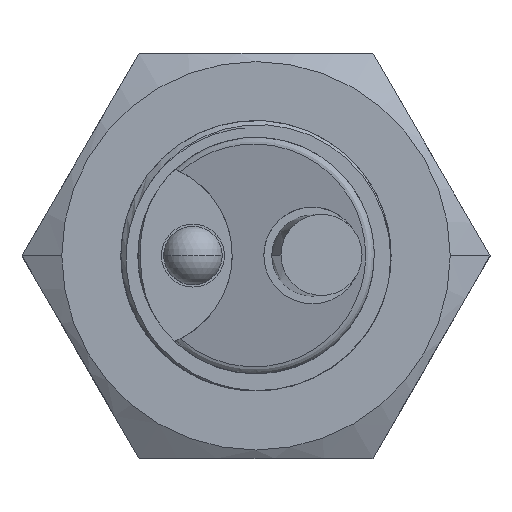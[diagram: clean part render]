
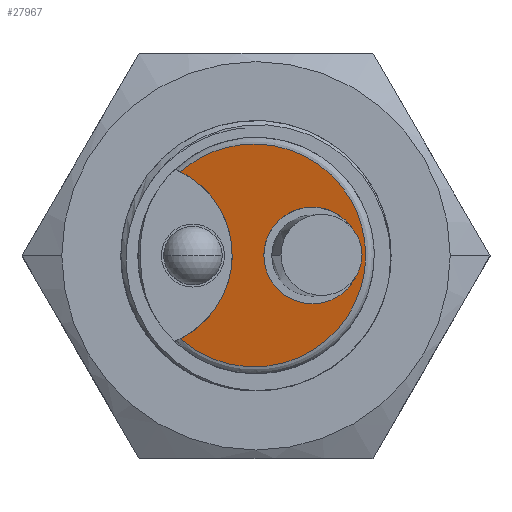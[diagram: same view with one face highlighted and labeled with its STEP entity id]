
A CAD part, top view. The second image highlights one B-rep face of the part: STEP entity #27967.
In plain terms, the highlighted planar face has unit normal (-0.275, 0, 0.962).
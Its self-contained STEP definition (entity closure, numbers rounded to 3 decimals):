
#321 = FACE_BOUND ( 'NONE', #7202, .T. ) ;
#4177 = CARTESIAN_POINT ( 'NONE',  ( 0.35, -4.3, 25.1 ) ) ;
#4368 = ORIENTED_EDGE ( 'NONE', *, *, #16414, .F. ) ;
#4471 = DIRECTION ( 'NONE',  ( -0.962, 0., -0.275 ) ) ;
#4656 = FACE_OUTER_BOUND ( 'NONE', #13772, .T. ) ;
#4810 = CARTESIAN_POINT ( 'NONE',  ( 4.65, 0., 26.329 ) ) ;
#6285 = EDGE_CURVE ( 'NONE', #8528, #8940, #18785, .T. ) ;
#6410 = CARTESIAN_POINT ( 'NONE',  ( 0.35, 0., 25.1 ) ) ;
#6817 = CARTESIAN_POINT ( 'NONE',  ( -3.37, -3.7, 24.037 ) ) ;
#6885 = ORIENTED_EDGE ( 'NONE', *, *, #6285, .T. ) ;
#7202 = EDGE_LOOP ( 'NONE', ( #28949, #4368 ) ) ;
#8528 = VERTEX_POINT ( 'NONE', #15764 ) ;
#8633 = CARTESIAN_POINT ( 'NONE',  ( -3.37, -3.7, 24.037 ) ) ;
#8940 = VERTEX_POINT ( 'NONE', #27208 ) ;
#9019 = EDGE_CURVE ( 'NONE', #8528, #8940, #30747, .T. ) ;
#9562 = PLANE ( 'NONE',  #23516 ) ;
#10006 = CARTESIAN_POINT ( 'NONE',  ( 0.35, 0., 25.1 ) ) ;
#10975 = CARTESIAN_POINT ( 'NONE',  ( 4.65, 0., 26.329 ) ) ;
#11071 = ORIENTED_EDGE ( 'NONE', *, *, #9019, .F. ) ;
#11503 = CARTESIAN_POINT ( 'NONE',  ( 0.333, -6.991, 25.095 ) ) ;
#12246 =( BOUNDED_CURVE ( )  B_SPLINE_CURVE ( 3, ( #4810, #12361, #30080, #10006 ),
 .UNSPECIFIED., .F., .F. ) 
 B_SPLINE_CURVE_WITH_KNOTS ( ( 4, 4 ),
 ( 3.142, 6.283 ),
 .UNSPECIFIED. ) 
 CURVE ( )  GEOMETRIC_REPRESENTATION_ITEM ( )  RATIONAL_B_SPLINE_CURVE ( ( 1., 0.333, 0.333, 1. ) ) 
 REPRESENTATION_ITEM ( '' )  );
#12361 = CARTESIAN_POINT ( 'NONE',  ( 4.65, 4.3, 26.329 ) ) ;
#13626 = CARTESIAN_POINT ( 'NONE',  ( 4.881, 4.94, 26.395 ) ) ;
#13772 = EDGE_LOOP ( 'NONE', ( #11071, #6885 ) ) ;
#15468 = EDGE_CURVE ( 'NONE', #23527, #18176, #29908, .T. ) ;
#15764 = CARTESIAN_POINT ( 'NONE',  ( -3.37, -3.7, 24.037 ) ) ;
#16414 = EDGE_CURVE ( 'NONE', #18176, #23527, #12246, .T. ) ;
#17243 = DIRECTION ( 'NONE',  ( 0.275, 0., -0.962 ) ) ;
#17260 = CARTESIAN_POINT ( 'NONE',  ( 0.161, -1.967, 25.046 ) ) ;
#18176 = VERTEX_POINT ( 'NONE', #10975 ) ;
#18785 =( BOUNDED_CURVE ( )  B_SPLINE_CURVE ( 3, ( #8633, #11503, #31794, #29234, #13626, #18967, #28800 ),
 .UNSPECIFIED., .F., .F. ) 
 B_SPLINE_CURVE_WITH_KNOTS ( ( 4, 3, 4 ),
 ( 0.844, 3.139, 5.433 ),
 .UNSPECIFIED. ) 
 CURVE ( )  GEOMETRIC_REPRESENTATION_ITEM ( )  RATIONAL_B_SPLINE_CURVE ( ( 1., 0.607, 0.607, 1., 0.607, 0.607, 1. ) ) 
 REPRESENTATION_ITEM ( '' )  );
#18967 = CARTESIAN_POINT ( 'NONE',  ( 0.37, 6.988, 25.106 ) ) ;
#19084 = CARTESIAN_POINT ( 'NONE',  ( 4.65, 0., 26.329 ) ) ;
#23516 = AXIS2_PLACEMENT_3D ( 'NONE', #24777, #17243, #4471 ) ;
#23527 = VERTEX_POINT ( 'NONE', #25963 ) ;
#24578 = CARTESIAN_POINT ( 'NONE',  ( 0.171, 1.966, 25.049 ) ) ;
#24777 = CARTESIAN_POINT ( 'NONE',  ( -5.25, -6.5, 23.5 ) ) ;
#25963 = CARTESIAN_POINT ( 'NONE',  ( 0.35, 0., 25.1 ) ) ;
#27208 = CARTESIAN_POINT ( 'NONE',  ( -3.35, 3.718, 24.043 ) ) ;
#27967 = ADVANCED_FACE ( 'NONE', ( #321, #4656 ), #9562, .F. ) ;
#28800 = CARTESIAN_POINT ( 'NONE',  ( -3.35, 3.718, 24.043 ) ) ;
#28949 = ORIENTED_EDGE ( 'NONE', *, *, #15468, .F. ) ;
#29234 = CARTESIAN_POINT ( 'NONE',  ( 4.868, -0.013, 26.391 ) ) ;
#29245 = CARTESIAN_POINT ( 'NONE',  ( 4.65, -4.3, 26.329 ) ) ;
#29908 =( BOUNDED_CURVE ( )  B_SPLINE_CURVE ( 3, ( #6410, #4177, #29245, #19084 ),
 .UNSPECIFIED., .F., .F. ) 
 B_SPLINE_CURVE_WITH_KNOTS ( ( 4, 4 ),
 ( 0., 3.142 ),
 .UNSPECIFIED. ) 
 CURVE ( )  GEOMETRIC_REPRESENTATION_ITEM ( )  RATIONAL_B_SPLINE_CURVE ( ( 1., 0.333, 0.333, 1. ) ) 
 REPRESENTATION_ITEM ( '' )  );
#30080 = CARTESIAN_POINT ( 'NONE',  ( 0.35, 4.3, 25.1 ) ) ;
#30747 =( BOUNDED_CURVE ( )  B_SPLINE_CURVE ( 3, ( #6817, #17260, #24578, #32099 ),
 .UNSPECIFIED., .F., .T. ) 
 B_SPLINE_CURVE_WITH_KNOTS ( ( 4, 4 ),
 ( 2.027, 4.251 ),
 .UNSPECIFIED. ) 
 CURVE ( )  GEOMETRIC_REPRESENTATION_ITEM ( )  RATIONAL_B_SPLINE_CURVE ( ( 1., 0.629, 0.629, 1. ) ) 
 REPRESENTATION_ITEM ( '' )  );
#31794 = CARTESIAN_POINT ( 'NONE',  ( 4.854, -4.967, 26.387 ) ) ;
#32099 = CARTESIAN_POINT ( 'NONE',  ( -3.35, 3.718, 24.043 ) ) ;
